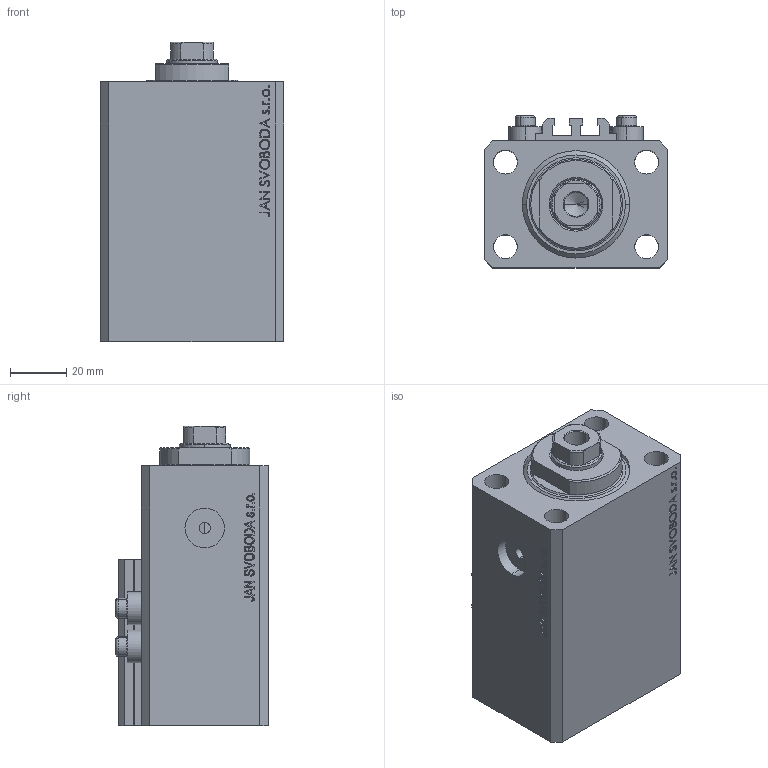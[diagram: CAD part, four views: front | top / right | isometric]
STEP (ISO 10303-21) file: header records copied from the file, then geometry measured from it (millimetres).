
FILE_DESCRIPTION (( 'STEP AP203' ), '1' );
FILE_NAME ('30a7.STEP', '2024-01-19T09:05:36', ( '' ), ( '' ), 'SwSTEP 2.0', 'SolidWorks 2019', '' );
FILE_SCHEMA (( 'CONFIG_CONTROL_DESIGN' ));
Length unit declared in the file: millimetre
Products named in the file (5): 30a7; V250CE_C_VCP 3e5d5f0ddbeff87cc546c9ca1add13e3; V250CE_VC_C 3e5d5f0ddbeff87cc546c9ca1add13e3; ALLEN BOLT V250CE 3e5d5f0ddbeff87cc546c9ca1add13e3; V250CE_C_Body 3e5d5f0ddbeff87cc546c9ca1add13e3
Assembly tree (7 placements, depth 2):
  30a7
    V250CE_C_Body 3e5d5f0ddbeff87cc546c9ca1add13e3
    ALLEN BOLT V250CE 3e5d5f0ddbeff87cc546c9ca1add13e3  x4
    V250CE_C_VCP 3e5d5f0ddbeff87cc546c9ca1add13e3
    V250CE_VC_C 3e5d5f0ddbeff87cc546c9ca1add13e3
Bounding box: 65 x 54 x 106 mm (x, y, z)
Volume: 250005.1 mm3; surface area: 66079.4 mm2
Topology: 8 solids, 8 shells, 1038 faces, 2608 edges, 1705 vertices
Faces by surface type: plane 504, bspline 374, cylinder 88, cone 58, torus 14
Entity records: 47350 total; most frequent: CARTESIAN_POINT 25896, ORIENTED_EDGE 4906, DIRECTION 3057, EDGE_CURVE 2453, VERTEX_POINT 1621, VECTOR 1489, LINE 1489, EDGE_LOOP 1088
